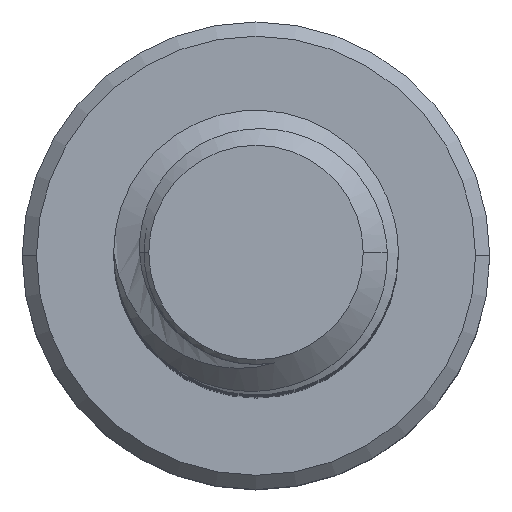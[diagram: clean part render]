
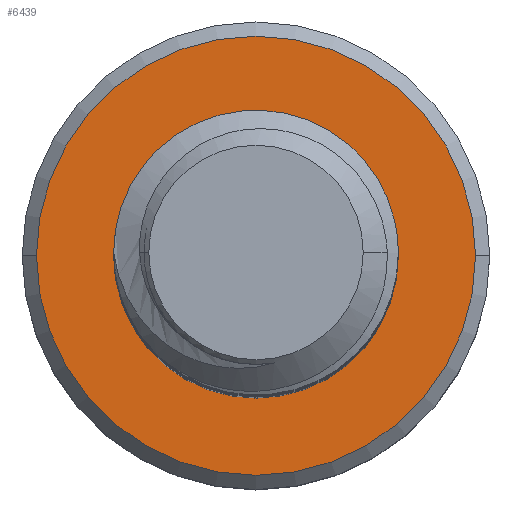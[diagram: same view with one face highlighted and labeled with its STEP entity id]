
A CAD part, top view. The second image highlights one B-rep face of the part: STEP entity #6439.
In plain terms, the highlighted planar face has unit normal (0, 0, 1).
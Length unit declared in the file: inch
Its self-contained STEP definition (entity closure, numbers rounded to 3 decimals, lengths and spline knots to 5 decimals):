
#75 = AXIS2_PLACEMENT_3D ( 'NONE', #1299, #1315, #1321 ) ;
#299 = DIRECTION ( 'NONE',  ( -1., 0., 0. ) ) ;
#318 = DIRECTION ( 'NONE',  ( 0., 0., 1. ) ) ;
#322 = CARTESIAN_POINT ( 'NONE',  ( 0., 0., -1.25 ) ) ;
#346 = CARTESIAN_POINT ( 'NONE',  ( 0., 0., -1.25 ) ) ;
#359 = DIRECTION ( 'NONE',  ( 0., 0., 1. ) ) ;
#376 = DIRECTION ( 'NONE',  ( -1., 0., 0. ) ) ;
#834 = DIRECTION ( 'NONE',  ( 0., 0., -1. ) ) ;
#856 = PLANE ( 'NONE',  #5364 ) ;
#915 = VERTEX_POINT ( 'NONE', #4215 ) ;
#1044 = DIRECTION ( 'NONE',  ( -1., 0., 0. ) ) ;
#1061 = CARTESIAN_POINT ( 'NONE',  ( 0., 0., -1.25 ) ) ;
#1299 = CARTESIAN_POINT ( 'NONE',  ( 0., 0., -1.25 ) ) ;
#1315 = DIRECTION ( 'NONE',  ( 0., 0., 1. ) ) ;
#1321 = DIRECTION ( 'NONE',  ( -1., 0., 0. ) ) ;
#1798 = VERTEX_POINT ( 'NONE', #4210 ) ;
#2109 = DIRECTION ( 'NONE',  ( 0., 0., 1. ) ) ;
#2165 = CARTESIAN_POINT ( 'NONE',  ( 0., 0., -1.25 ) ) ;
#2182 = DIRECTION ( 'NONE',  ( -1., 0., 0. ) ) ;
#2847 = EDGE_LOOP ( 'NONE', ( #3133, #5828 ) ) ;
#3133 = ORIENTED_EDGE ( 'NONE', *, *, #3894, .F. ) ;
#3184 = FACE_OUTER_BOUND ( 'NONE', #5316, .T. ) ;
#3587 = CARTESIAN_POINT ( 'NONE',  ( 0.095, 0., -1.25 ) ) ;
#3647 = AXIS2_PLACEMENT_3D ( 'NONE', #2165, #2109, #2182 ) ;
#3748 = EDGE_CURVE ( 'NONE', #7204, #1798, #6574, .T. ) ;
#3868 = ORIENTED_EDGE ( 'NONE', *, *, #3748, .T. ) ;
#3894 = EDGE_CURVE ( 'NONE', #6916, #915, #7200, .T. ) ;
#4210 = CARTESIAN_POINT ( 'NONE',  ( -0.1465, 0., -1.25 ) ) ;
#4215 = CARTESIAN_POINT ( 'NONE',  ( -0.095, 0., -1.25 ) ) ;
#4554 = EDGE_CURVE ( 'NONE', #915, #6916, #6376, .T. ) ;
#4940 = AXIS2_PLACEMENT_3D ( 'NONE', #322, #318, #299 ) ;
#4942 = CIRCLE ( 'NONE', #4940, 0.1465 ) ;
#5316 = EDGE_LOOP ( 'NONE', ( #5621, #3868 ) ) ;
#5364 = AXIS2_PLACEMENT_3D ( 'NONE', #1061, #834, #1044 ) ;
#5621 = ORIENTED_EDGE ( 'NONE', *, *, #6481, .T. ) ;
#5828 = ORIENTED_EDGE ( 'NONE', *, *, #4554, .F. ) ;
#6367 = FACE_BOUND ( 'NONE', #2847, .T. ) ;
#6376 = CIRCLE ( 'NONE', #3647, 0.095 ) ;
#6439 = ADVANCED_FACE ( 'NONE', ( #3184, #6367 ), #856, .F. ) ;
#6481 = EDGE_CURVE ( 'NONE', #1798, #7204, #4942, .T. ) ;
#6574 = CIRCLE ( 'NONE', #6784, 0.1465 ) ;
#6778 = CARTESIAN_POINT ( 'NONE',  ( 0.1465, 0., -1.25 ) ) ;
#6784 = AXIS2_PLACEMENT_3D ( 'NONE', #346, #359, #376 ) ;
#6916 = VERTEX_POINT ( 'NONE', #3587 ) ;
#7200 = CIRCLE ( 'NONE', #75, 0.095 ) ;
#7204 = VERTEX_POINT ( 'NONE', #6778 ) ;
